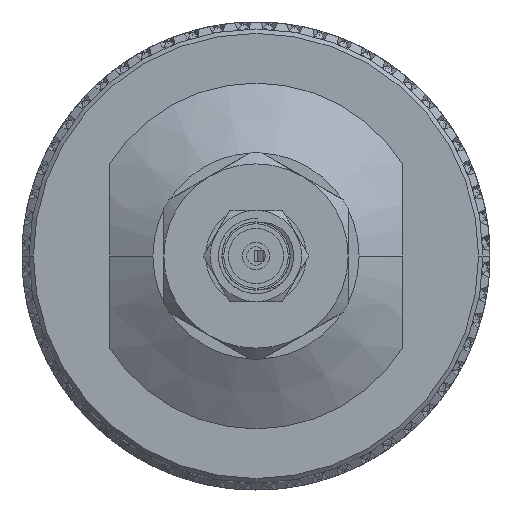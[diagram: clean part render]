
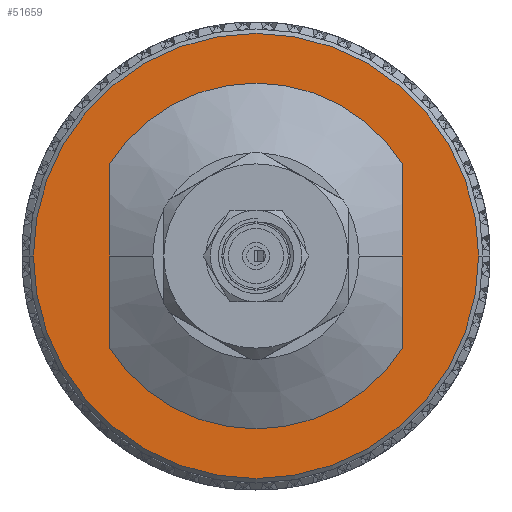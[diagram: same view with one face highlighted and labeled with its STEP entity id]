
A CAD part, left-side view. The second image highlights one B-rep face of the part: STEP entity #51659.
In plain terms, the highlighted face is planar.
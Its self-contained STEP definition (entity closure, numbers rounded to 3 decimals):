
#5333 = DIRECTION ( 'NONE',  ( 1., 0., 0. ) ) ;
#5645 = PLANE ( 'NONE',  #45343 ) ;
#8939 = LINE ( 'NONE', #56618, #16106 ) ;
#9581 = CIRCLE ( 'NONE', #10853, 9.666 ) ;
#9845 = CIRCLE ( 'NONE', #65595, 9.666 ) ;
#10853 = AXIS2_PLACEMENT_3D ( 'NONE', #12544, #65520, #73910 ) ;
#12544 = CARTESIAN_POINT ( 'NONE',  ( 16.291, 0., 0. ) ) ;
#13184 = CIRCLE ( 'NONE', #46525, 7.506 ) ;
#16106 = VECTOR ( 'NONE', #78410, 1000. ) ;
#19645 = CARTESIAN_POINT ( 'NONE',  ( 16.291, 9.666, 0. ) ) ;
#19660 = DIRECTION ( 'NONE',  ( -1., 0., 0. ) ) ;
#22721 = ORIENTED_EDGE ( 'NONE', *, *, #41217, .T. ) ;
#24892 = CARTESIAN_POINT ( 'NONE',  ( 16.291, -9.666, 0. ) ) ;
#28179 = VERTEX_POINT ( 'NONE', #54318 ) ;
#29700 = CARTESIAN_POINT ( 'NONE',  ( 16.291, 6.35, 4.003 ) ) ;
#35494 = CARTESIAN_POINT ( 'NONE',  ( 16.291, 6.35, 4.003 ) ) ;
#35682 = ORIENTED_EDGE ( 'NONE', *, *, #75213, .F. ) ;
#38075 = FACE_BOUND ( 'NONE', #38093, .T. ) ;
#38093 = EDGE_LOOP ( 'NONE', ( #56037, #58456, #22721, #73835 ) ) ;
#40283 = VERTEX_POINT ( 'NONE', #19645 ) ;
#41217 = EDGE_CURVE ( 'NONE', #58754, #28179, #89260, .T. ) ;
#42783 = DIRECTION ( 'NONE',  ( 0., 1., 0. ) ) ;
#45343 = AXIS2_PLACEMENT_3D ( 'NONE', #59329, #5333, #42783 ) ;
#46525 = AXIS2_PLACEMENT_3D ( 'NONE', #89187, #96957, #89527 ) ;
#47983 = EDGE_CURVE ( 'NONE', #69962, #50647, #13184, .T. ) ;
#48818 = ORIENTED_EDGE ( 'NONE', *, *, #84429, .F. ) ;
#50647 = VERTEX_POINT ( 'NONE', #35494 ) ;
#51659 = ADVANCED_FACE ( 'NONE', ( #58658, #38075 ), #5645, .T. ) ;
#52650 = DIRECTION ( 'NONE',  ( -1., 0., 0. ) ) ;
#54250 = CARTESIAN_POINT ( 'NONE',  ( 16.291, 6.35, -4.003 ) ) ;
#54318 = CARTESIAN_POINT ( 'NONE',  ( 16.291, -6.35, -4.003 ) ) ;
#56037 = ORIENTED_EDGE ( 'NONE', *, *, #47983, .T. ) ;
#56618 = CARTESIAN_POINT ( 'NONE',  ( 16.291, -6.35, 4.003 ) ) ;
#56708 = EDGE_CURVE ( 'NONE', #28179, #69962, #8939, .T. ) ;
#58456 = ORIENTED_EDGE ( 'NONE', *, *, #92978, .T. ) ;
#58658 = FACE_OUTER_BOUND ( 'NONE', #59900, .T. ) ;
#58754 = VERTEX_POINT ( 'NONE', #54250 ) ;
#59329 = CARTESIAN_POINT ( 'NONE',  ( 16.291, 7.506, 0. ) ) ;
#59900 = EDGE_LOOP ( 'NONE', ( #48818, #35682 ) ) ;
#65520 = DIRECTION ( 'NONE',  ( -1., 0., 0. ) ) ;
#65595 = AXIS2_PLACEMENT_3D ( 'NONE', #75436, #52650, #75747 ) ;
#65607 = CARTESIAN_POINT ( 'NONE',  ( 16.291, 0., 0. ) ) ;
#68589 = VERTEX_POINT ( 'NONE', #24892 ) ;
#69962 = VERTEX_POINT ( 'NONE', #98906 ) ;
#73835 = ORIENTED_EDGE ( 'NONE', *, *, #56708, .T. ) ;
#73910 = DIRECTION ( 'NONE',  ( 0., 1., 0. ) ) ;
#75213 = EDGE_CURVE ( 'NONE', #40283, #68589, #9845, .T. ) ;
#75436 = CARTESIAN_POINT ( 'NONE',  ( 16.291, 0., 0. ) ) ;
#75747 = DIRECTION ( 'NONE',  ( 0., 1., 0. ) ) ;
#76339 = DIRECTION ( 'NONE',  ( 0., 0., -1. ) ) ;
#78410 = DIRECTION ( 'NONE',  ( 0., 0., 1. ) ) ;
#80788 = AXIS2_PLACEMENT_3D ( 'NONE', #65607, #19660, #88772 ) ;
#82549 = LINE ( 'NONE', #29700, #94571 ) ;
#84429 = EDGE_CURVE ( 'NONE', #68589, #40283, #9581, .T. ) ;
#88772 = DIRECTION ( 'NONE',  ( 0., -1., 0. ) ) ;
#89187 = CARTESIAN_POINT ( 'NONE',  ( 16.291, 0., 0. ) ) ;
#89260 = CIRCLE ( 'NONE', #80788, 7.506 ) ;
#89527 = DIRECTION ( 'NONE',  ( 0., -1., 0. ) ) ;
#92978 = EDGE_CURVE ( 'NONE', #50647, #58754, #82549, .T. ) ;
#94571 = VECTOR ( 'NONE', #76339, 1000. ) ;
#96957 = DIRECTION ( 'NONE',  ( -1., 0., 0. ) ) ;
#98906 = CARTESIAN_POINT ( 'NONE',  ( 16.291, -6.35, 4.003 ) ) ;
